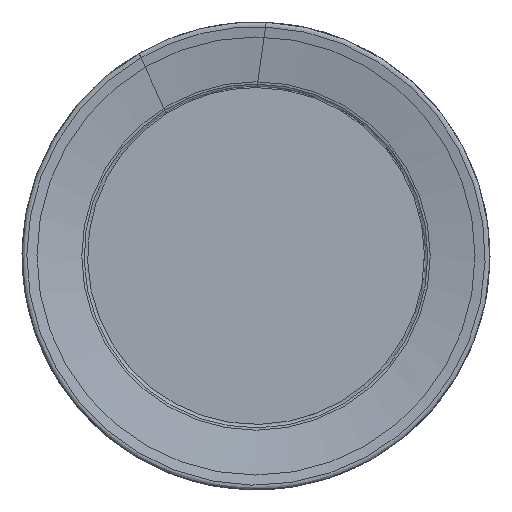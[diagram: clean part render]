
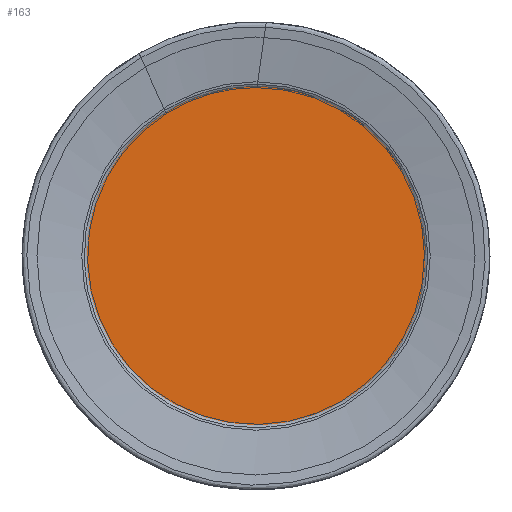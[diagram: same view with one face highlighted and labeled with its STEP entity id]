
A CAD part, left-side view. The second image highlights one B-rep face of the part: STEP entity #163.
In plain terms, the highlighted planar face has unit normal (-1, 0, 0).
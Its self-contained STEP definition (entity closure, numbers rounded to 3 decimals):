
#113=PLANE('',#655);
#116=FACE_OUTER_BOUND('',#247,.T.);
#163=ADVANCED_FACE('',(#116),#113,.F.);
#247=EDGE_LOOP('',(#305));
#305=ORIENTED_EDGE('',*,*,#506,.T.);
#455=VERTEX_POINT('',#904);
#506=EDGE_CURVE('',#455,#455,#585,.T.);
#585=CIRCLE('',#654,16.75);
#654=AXIS2_PLACEMENT_3D('',#903,#749,#750);
#655=AXIS2_PLACEMENT_3D('',#905,#751,#752);
#749=DIRECTION('',(-1.,0.,0.));
#750=DIRECTION('',(0.,0.,1.));
#751=DIRECTION('',(1.,0.,0.));
#752=DIRECTION('',(0.,0.,-1.));
#903=CARTESIAN_POINT('',(1.2,0.,0.));
#904=CARTESIAN_POINT('',(1.2,0.,16.75));
#905=CARTESIAN_POINT('',(1.2,0.,0.));
